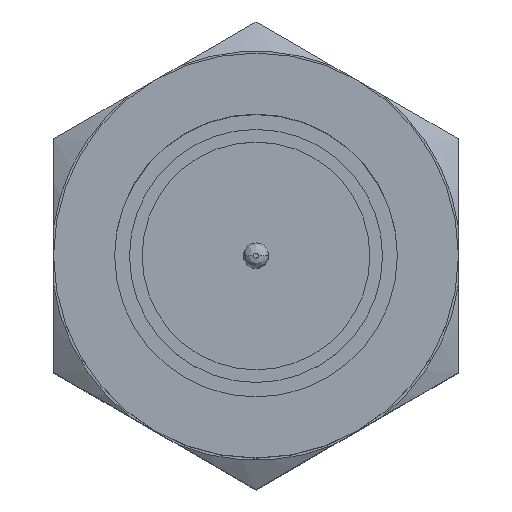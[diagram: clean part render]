
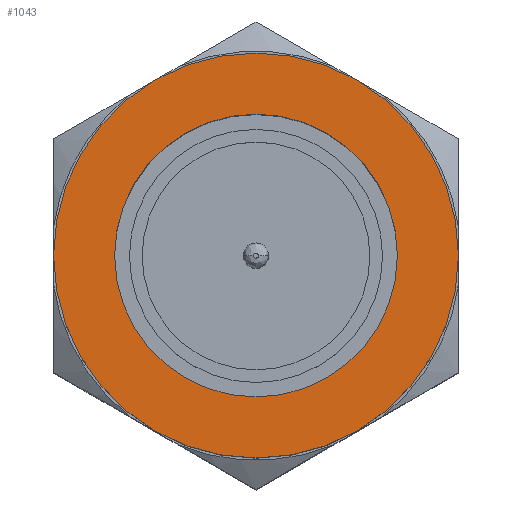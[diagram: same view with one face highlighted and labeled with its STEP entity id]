
A CAD part, top view. The second image highlights one B-rep face of the part: STEP entity #1043.
In plain terms, the highlighted planar face has unit normal (0, 0, 1).
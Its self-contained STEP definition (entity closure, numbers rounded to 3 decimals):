
#2 = CARTESIAN_POINT ( 'NONE',  ( 2.794, 0., 8.382 ) ) ;
#9 = VERTEX_POINT ( 'NONE', #850 ) ;
#18 = CARTESIAN_POINT ( 'NONE',  ( 4., 0., 8.382 ) ) ;
#53 = AXIS2_PLACEMENT_3D ( 'NONE', #655, #1305, #601 ) ;
#72 = CIRCLE ( 'NONE', #123, 4. ) ;
#114 = DIRECTION ( 'NONE',  ( 0., 0., -1. ) ) ;
#123 = AXIS2_PLACEMENT_3D ( 'NONE', #742, #114, #852 ) ;
#163 = DIRECTION ( 'NONE',  ( -1., 0., 0. ) ) ;
#170 = AXIS2_PLACEMENT_3D ( 'NONE', #206, #932, #417 ) ;
#177 = ORIENTED_EDGE ( 'NONE', *, *, #1153, .F. ) ;
#206 = CARTESIAN_POINT ( 'NONE',  ( 0., 0., 8.382 ) ) ;
#242 = EDGE_LOOP ( 'NONE', ( #1241, #688 ) ) ;
#387 = DIRECTION ( 'NONE',  ( 0., 0., -1. ) ) ;
#389 = AXIS2_PLACEMENT_3D ( 'NONE', #1132, #387, #1032 ) ;
#417 = DIRECTION ( 'NONE',  ( 1., 0., 0. ) ) ;
#554 = EDGE_CURVE ( 'NONE', #912, #1186, #754, .T. ) ;
#601 = DIRECTION ( 'NONE',  ( 1., 0., 0. ) ) ;
#640 = CARTESIAN_POINT ( 'NONE',  ( -2.794, 0., 8.382 ) ) ;
#655 = CARTESIAN_POINT ( 'NONE',  ( 0., 0., 8.382 ) ) ;
#683 = CARTESIAN_POINT ( 'NONE',  ( 0., 0., 8.382 ) ) ;
#688 = ORIENTED_EDGE ( 'NONE', *, *, #554, .T. ) ;
#696 = CIRCLE ( 'NONE', #53, 2.794 ) ;
#742 = CARTESIAN_POINT ( 'NONE',  ( 0., 0., 8.382 ) ) ;
#754 = CIRCLE ( 'NONE', #389, 2.794 ) ;
#783 = PLANE ( 'NONE',  #983 ) ;
#793 = CIRCLE ( 'NONE', #170, 4. ) ;
#805 = EDGE_LOOP ( 'NONE', ( #177, #1027 ) ) ;
#825 = FACE_BOUND ( 'NONE', #242, .T. ) ;
#850 = CARTESIAN_POINT ( 'NONE',  ( -4., 0., 8.382 ) ) ;
#852 = DIRECTION ( 'NONE',  ( 1., 0., 0. ) ) ;
#902 = EDGE_CURVE ( 'NONE', #1186, #912, #696, .T. ) ;
#908 = EDGE_CURVE ( 'NONE', #9, #966, #72, .T. ) ;
#912 = VERTEX_POINT ( 'NONE', #640 ) ;
#932 = DIRECTION ( 'NONE',  ( 0., 0., -1. ) ) ;
#966 = VERTEX_POINT ( 'NONE', #18 ) ;
#983 = AXIS2_PLACEMENT_3D ( 'NONE', #683, #1116, #163 ) ;
#1027 = ORIENTED_EDGE ( 'NONE', *, *, #908, .F. ) ;
#1032 = DIRECTION ( 'NONE',  ( 1., 0., 0. ) ) ;
#1043 = ADVANCED_FACE ( 'NONE', ( #1087, #825 ), #783, .F. ) ;
#1087 = FACE_OUTER_BOUND ( 'NONE', #805, .T. ) ;
#1116 = DIRECTION ( 'NONE',  ( 0., 0., -1. ) ) ;
#1132 = CARTESIAN_POINT ( 'NONE',  ( 0., 0., 8.382 ) ) ;
#1153 = EDGE_CURVE ( 'NONE', #966, #9, #793, .T. ) ;
#1186 = VERTEX_POINT ( 'NONE', #2 ) ;
#1241 = ORIENTED_EDGE ( 'NONE', *, *, #902, .T. ) ;
#1305 = DIRECTION ( 'NONE',  ( 0., 0., -1. ) ) ;
